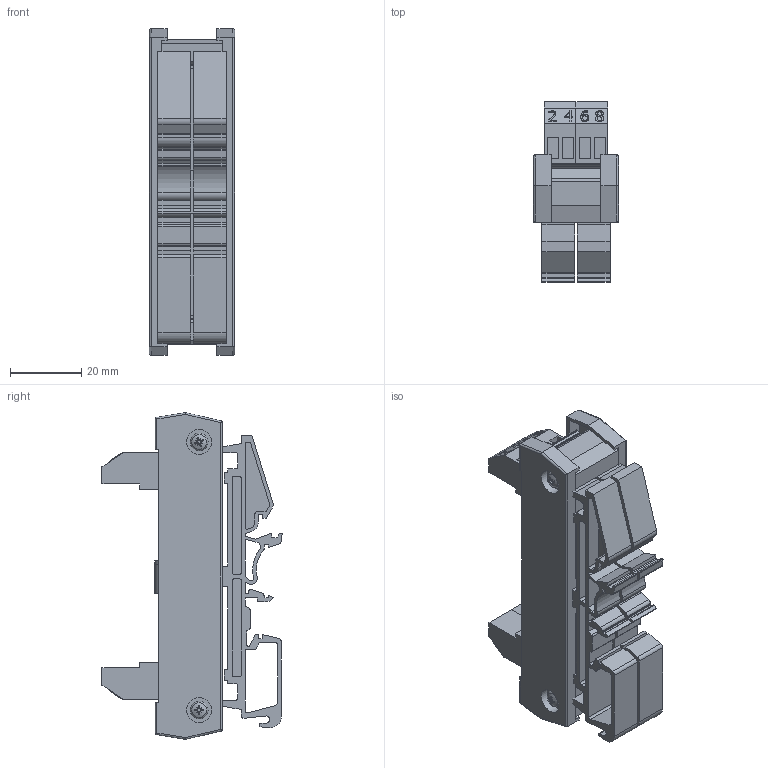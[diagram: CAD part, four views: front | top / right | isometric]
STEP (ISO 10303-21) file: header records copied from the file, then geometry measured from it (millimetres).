
FILE_DESCRIPTION((''),'2;1');
FILE_NAME('8971_3 .stp','2013-07-03T10:56:25',('roland'),(''),'Autodesk Inventor 2013','Autodesk Inventor 2013','');
FILE_SCHEMA(('CONFIG_CONTROL_DESIGN'));
Length unit declared in the file: millimetre
Products named in the file (10): 3A Diodel 4; 4 (8971_2); 4diodes; BASE SIDE; BS EN ISO 7045 Z - Metric M2.5 x 10 - 4.8 - Z; BASE LEGS; 2 hole green; 4 lable1; 4 lable2; diode long 3A
Assembly tree (20 placements, depth 2):
  3A Diodel 4
    4 (8971_2)
    4diodes
    BASE SIDE  x2
    BS EN ISO 7045 Z - Metric M2.5 x 10 - 4.8 - Z  x4
    BASE LEGS  x2
    2 hole green  x4
    4 lable1
    4 lable2
    diode long 3A  x4
Bounding box: 24 x 50.69 x 91.98 mm (x, y, z)
Volume: 25214.8 mm3; surface area: 38416.7 mm2
Topology: 20 solids, 20 shells, 1213 faces, 3251 edges, 2118 vertices
Faces by surface type: plane 734, cylinder 293, bspline 90, cone 64, torus 20, sphere 12
Full cylindrical faces by diameter (mm): 0.68 x16, 0.686 x4, 1 x24, 1.3 x8, 2.256 x4, 2.5 x4, 3.2 x4, 3.75 x8, 4.49 x4, 4.5 x4, 7 x4, 9 x4
Entity records: 23352 total; most frequent: CARTESIAN_POINT 5381, ORIENTED_EDGE 3760, DIRECTION 3358, EDGE_CURVE 1880, VECTOR 1284, LINE 1284, VERTEX_POINT 1280, AXIS2_PLACEMENT_3D 1037
